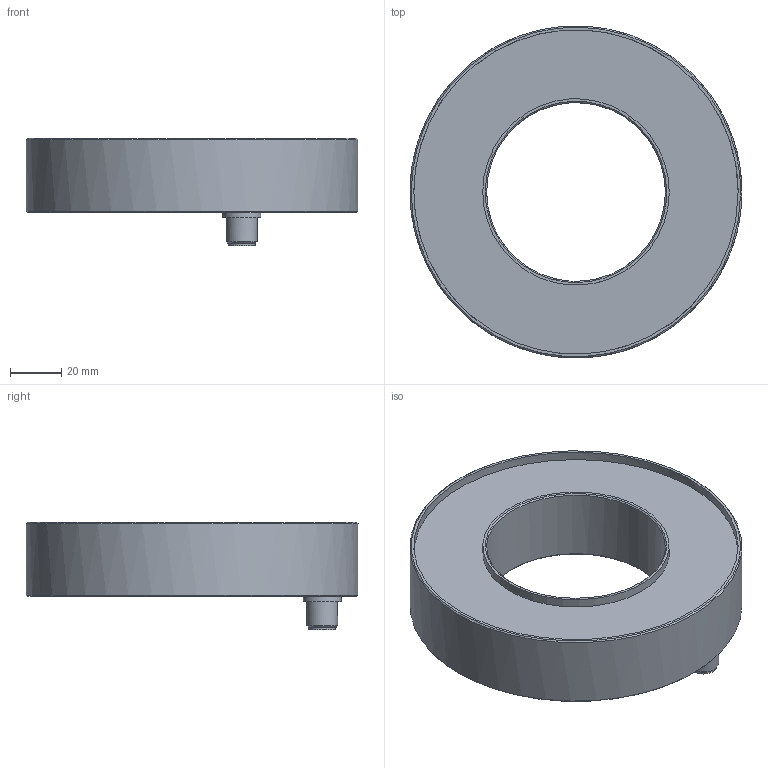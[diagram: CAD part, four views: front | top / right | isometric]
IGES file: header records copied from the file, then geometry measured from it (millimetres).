
Global section: file name: BEK-R70; native system: Autodesk Inventor 2015; preprocessor: unknown; author: lck; date: 20150721.144940; units: millimetre
Bounding box: 129.98 x 130 x 42 mm (x, y, z)
Volume: 215113.5 mm3; surface area: 54012.4 mm2
Topology: 1 solids, 3 shells, 105 faces, 211 edges, 142 vertices
Faces by surface type: bspline 105
